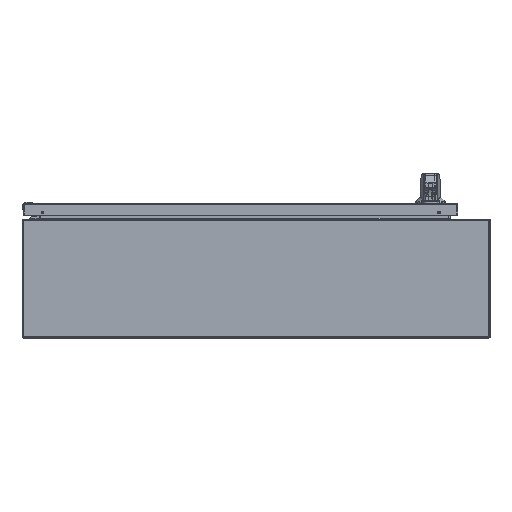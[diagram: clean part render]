
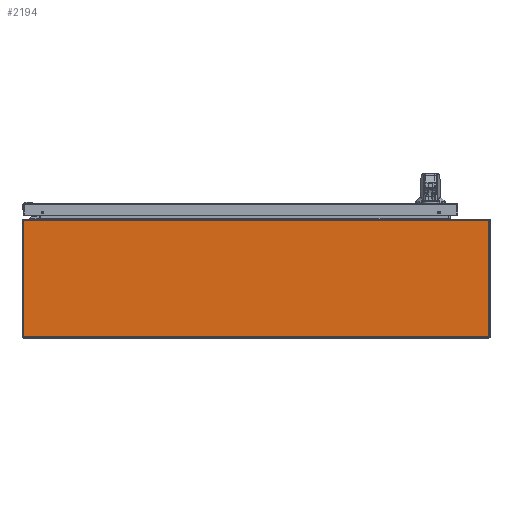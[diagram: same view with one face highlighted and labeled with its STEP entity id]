
A CAD part, left-side view. The second image highlights one B-rep face of the part: STEP entity #2194.
In plain terms, the highlighted planar face has unit normal (-1, 0, 0).
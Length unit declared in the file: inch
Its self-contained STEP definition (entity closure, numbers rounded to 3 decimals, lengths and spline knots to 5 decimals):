
#2194 = ADVANCED_FACE ( 'NONE', ( #64637 ), #133936, .T. ) ;
#6649 = EDGE_LOOP ( 'NONE', ( #168853, #64232, #217153, #135340 ) ) ;
#9539 = CARTESIAN_POINT ( 'NONE',  ( -18., -15.6125, -3.864 ) ) ;
#10932 = VECTOR ( 'NONE', #58440, 39.37008 ) ;
#17780 = CARTESIAN_POINT ( 'NONE',  ( -18., -15.6125, 3.883 ) ) ;
#24999 = CARTESIAN_POINT ( 'NONE',  ( -18., -15.6125, 4. ) ) ;
#26961 = EDGE_CURVE ( 'NONE', #29383, #206540, #116506, .T. ) ;
#29383 = VERTEX_POINT ( 'NONE', #9539 ) ;
#30245 = CARTESIAN_POINT ( 'NONE',  ( -18., -15.6125, 0. ) ) ;
#38955 = CARTESIAN_POINT ( 'NONE',  ( -18., 15.6125, -3.864 ) ) ;
#54889 = VECTOR ( 'NONE', #148380, 39.37008 ) ;
#58440 = DIRECTION ( 'NONE',  ( 0., 1., 0. ) ) ;
#59656 = CARTESIAN_POINT ( 'NONE',  ( -18., -15.6125, -3.864 ) ) ;
#64232 = ORIENTED_EDGE ( 'NONE', *, *, #26961, .T. ) ;
#64637 = FACE_OUTER_BOUND ( 'NONE', #6649, .T. ) ;
#74218 = VECTOR ( 'NONE', #183438, 39.37008 ) ;
#75467 = CARTESIAN_POINT ( 'NONE',  ( -18., -15.6125, 3.883 ) ) ;
#82435 = LINE ( 'NONE', #201705, #54889 ) ;
#87897 = VECTOR ( 'NONE', #201691, 39.37008 ) ;
#87957 = EDGE_CURVE ( 'NONE', #178869, #148217, #82435, .T. ) ;
#93741 = LINE ( 'NONE', #59656, #74218 ) ;
#94220 = DIRECTION ( 'NONE',  ( -1., 0., 0. ) ) ;
#95851 = LINE ( 'NONE', #75467, #10932 ) ;
#105104 = CARTESIAN_POINT ( 'NONE',  ( -18., 15.6125, 3.883 ) ) ;
#116506 = LINE ( 'NONE', #30245, #87897 ) ;
#133936 = PLANE ( 'NONE',  #156945 ) ;
#135340 = ORIENTED_EDGE ( 'NONE', *, *, #87957, .F. ) ;
#146013 = EDGE_CURVE ( 'NONE', #29383, #178869, #93741, .T. ) ;
#148217 = VERTEX_POINT ( 'NONE', #105104 ) ;
#148380 = DIRECTION ( 'NONE',  ( 0., 0., 1. ) ) ;
#156945 = AXIS2_PLACEMENT_3D ( 'NONE', #24999, #94220, #202079 ) ;
#168853 = ORIENTED_EDGE ( 'NONE', *, *, #146013, .F. ) ;
#178869 = VERTEX_POINT ( 'NONE', #38955 ) ;
#183438 = DIRECTION ( 'NONE',  ( 0., 1., 0. ) ) ;
#191169 = EDGE_CURVE ( 'NONE', #206540, #148217, #95851, .T. ) ;
#201691 = DIRECTION ( 'NONE',  ( 0., 0., 1. ) ) ;
#201705 = CARTESIAN_POINT ( 'NONE',  ( -18., 15.6125, 0. ) ) ;
#202079 = DIRECTION ( 'NONE',  ( 0., 0., 1. ) ) ;
#206540 = VERTEX_POINT ( 'NONE', #17780 ) ;
#217153 = ORIENTED_EDGE ( 'NONE', *, *, #191169, .T. ) ;
